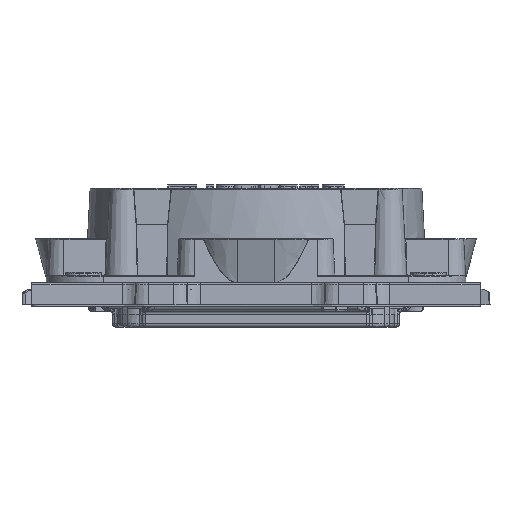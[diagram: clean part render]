
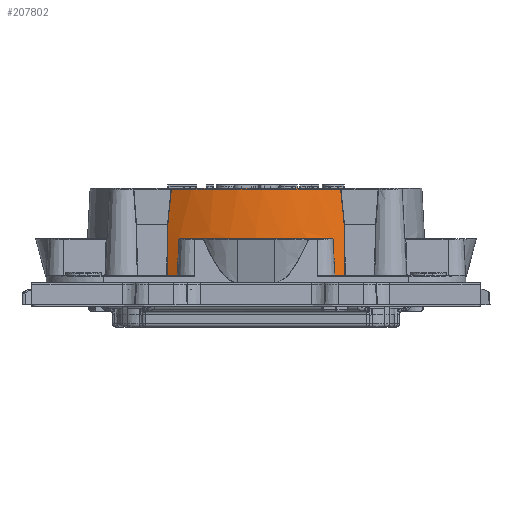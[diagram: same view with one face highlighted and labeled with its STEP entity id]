
A CAD part, left-side view. The second image highlights one B-rep face of the part: STEP entity #207802.
In plain terms, the highlighted conical face has half-angle 3 degrees and reference radius 27 mm.
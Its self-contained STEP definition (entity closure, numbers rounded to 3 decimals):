
#207746=AXIS2_PLACEMENT_3D('Cone Axis2P3D',#207743,#207744,#207745) ;
#207764=AXIS2_PLACEMENT_3D('Circle Axis2P3D',#207762,#207763,$) ;
#207779=AXIS2_PLACEMENT_3D('Circle Axis2P3D',#207777,#207778,$) ;
#199186=CARTESIAN_POINT('Vertex',(-13.445,-22.577,-18.5)) ;
#199421=CARTESIAN_POINT('Vertex',(13.445,-22.577,-18.5)) ;
#199425=CARTESIAN_POINT('Control Point',(-13.445,-22.577,-18.5)) ;
#199426=CARTESIAN_POINT('Control Point',(-11.287,-23.862,-18.5)) ;
#199427=CARTESIAN_POINT('Control Point',(-8.976,-24.889,-18.5)) ;
#199428=CARTESIAN_POINT('Control Point',(-6.552,-25.634,-18.5)) ;
#199429=CARTESIAN_POINT('Control Point',(-1.574,-26.53,-18.5)) ;
#199430=CARTESIAN_POINT('Control Point',(3.475,-26.229,-18.5)) ;
#199431=CARTESIAN_POINT('Control Point',(5.97,-25.776,-18.5)) ;
#199432=CARTESIAN_POINT('Control Point',(8.985,-24.844,-18.5)) ;
#199433=CARTESIAN_POINT('Control Point',(11.811,-23.485,-18.5)) ;
#199434=CARTESIAN_POINT('Control Point',(12.365,-23.198,-18.5)) ;
#199435=CARTESIAN_POINT('Control Point',(12.91,-22.895,-18.5)) ;
#199436=CARTESIAN_POINT('Control Point',(13.445,-22.577,-18.5)) ;
#202156=CARTESIAN_POINT('Vertex',(12.5,-23.932,-4.7)) ;
#202160=CARTESIAN_POINT('Control Point',(12.5,-23.932,-4.7)) ;
#202161=CARTESIAN_POINT('Control Point',(12.835,-23.757,-4.7)) ;
#202162=CARTESIAN_POINT('Control Point',(13.167,-23.577,-4.7)) ;
#202163=CARTESIAN_POINT('Control Point',(13.495,-23.39,-4.7)) ;
#202164=CARTESIAN_POINT('Control Point',(13.82,-23.198,-4.7)) ;
#202165=CARTESIAN_POINT('Control Point',(14.142,-23.,-4.7)) ;
#202166=CARTESIAN_POINT('Vertex',(14.142,-23.,-4.7)) ;
#207187=CARTESIAN_POINT('Control Point',(-14.022,-22.577,-12.776)) ;
#207188=CARTESIAN_POINT('Control Point',(-13.908,-22.577,-13.921)) ;
#207189=CARTESIAN_POINT('Control Point',(-13.794,-22.577,-15.066)) ;
#207190=CARTESIAN_POINT('Control Point',(-13.678,-22.577,-16.211)) ;
#207191=CARTESIAN_POINT('Control Point',(-13.562,-22.577,-17.355)) ;
#207192=CARTESIAN_POINT('Control Point',(-13.445,-22.577,-18.5)) ;
#207193=CARTESIAN_POINT('Vertex',(-14.022,-22.577,-12.776)) ;
#207722=CARTESIAN_POINT('Control Point',(13.445,-22.577,-18.5)) ;
#207723=CARTESIAN_POINT('Control Point',(13.562,-22.577,-17.355)) ;
#207724=CARTESIAN_POINT('Control Point',(13.678,-22.577,-16.211)) ;
#207725=CARTESIAN_POINT('Control Point',(13.794,-22.577,-15.066)) ;
#207726=CARTESIAN_POINT('Control Point',(13.908,-22.577,-13.921)) ;
#207727=CARTESIAN_POINT('Control Point',(14.022,-22.577,-12.776)) ;
#207728=CARTESIAN_POINT('Vertex',(14.022,-22.577,-12.776)) ;
#207743=CARTESIAN_POINT('Axis2P3D Location',(0.,0.,-4.7)) ;
#207749=CARTESIAN_POINT('Control Point',(14.142,-23.,-4.7)) ;
#207750=CARTESIAN_POINT('Control Point',(14.102,-22.859,-7.392)) ;
#207751=CARTESIAN_POINT('Control Point',(14.062,-22.718,-10.084)) ;
#207752=CARTESIAN_POINT('Control Point',(14.022,-22.577,-12.776)) ;
#207755=CARTESIAN_POINT('Control Point',(12.196,-23.747,-10.5)) ;
#207756=CARTESIAN_POINT('Control Point',(12.297,-23.809,-8.567)) ;
#207757=CARTESIAN_POINT('Control Point',(12.399,-23.871,-6.633)) ;
#207758=CARTESIAN_POINT('Control Point',(12.5,-23.932,-4.7)) ;
#207759=CARTESIAN_POINT('Vertex',(12.196,-23.747,-10.5)) ;
#207762=CARTESIAN_POINT('Axis2P3D Location',(0.,0.,-10.5)) ;
#207766=CARTESIAN_POINT('Vertex',(-12.196,-23.747,-10.5)) ;
#207770=CARTESIAN_POINT('Control Point',(-12.5,-23.932,-4.7)) ;
#207771=CARTESIAN_POINT('Control Point',(-12.399,-23.871,-6.633)) ;
#207772=CARTESIAN_POINT('Control Point',(-12.297,-23.809,-8.567)) ;
#207773=CARTESIAN_POINT('Control Point',(-12.196,-23.747,-10.5)) ;
#207774=CARTESIAN_POINT('Vertex',(-12.5,-23.932,-4.7)) ;
#207777=CARTESIAN_POINT('Axis2P3D Location',(0.,0.,-4.7)) ;
#207781=CARTESIAN_POINT('Vertex',(-14.142,-23.,-4.7)) ;
#207785=CARTESIAN_POINT('Control Point',(-14.022,-22.577,-12.776)) ;
#207786=CARTESIAN_POINT('Control Point',(-14.062,-22.718,-10.084)) ;
#207787=CARTESIAN_POINT('Control Point',(-14.102,-22.859,-7.392)) ;
#207788=CARTESIAN_POINT('Control Point',(-14.142,-23.,-4.7)) ;
#207744=DIRECTION('Axis2P3D Direction',(0.,0.,1.)) ;
#207745=DIRECTION('Axis2P3D XDirection',(-1.,0.,0.)) ;
#207763=DIRECTION('Axis2P3D Direction',(0.,0.,1.)) ;
#207778=DIRECTION('Axis2P3D Direction',(0.,0.,1.)) ;
#207791=ORIENTED_EDGE('',*,*,#207195,.T.) ;
#207792=ORIENTED_EDGE('',*,*,#199437,.T.) ;
#207793=ORIENTED_EDGE('',*,*,#207730,.T.) ;
#207794=ORIENTED_EDGE('',*,*,#207753,.F.) ;
#207795=ORIENTED_EDGE('',*,*,#202168,.F.) ;
#207796=ORIENTED_EDGE('',*,*,#207761,.F.) ;
#207797=ORIENTED_EDGE('',*,*,#207768,.T.) ;
#207798=ORIENTED_EDGE('',*,*,#207776,.F.) ;
#207799=ORIENTED_EDGE('',*,*,#207783,.F.) ;
#207800=ORIENTED_EDGE('',*,*,#207789,.F.) ;
#207802=ADVANCED_FACE('coque',(#207801),#207747,.T.) ;
#199424=B_SPLINE_CURVE_WITH_KNOTS('',5,(#199425,#199426,#199427,#199428,#199429,#199430,#199431,#199432,#199433,#199434,#199435,#199436),.UNSPECIFIED.,.F.,.U.,(6,3,3,6),(0.,17.757,35.514,39.917),.UNSPECIFIED.) ;
#202159=B_SPLINE_CURVE_WITH_KNOTS('',5,(#202160,#202161,#202162,#202163,#202164,#202165),.UNSPECIFIED.,.F.,.U.,(6,6),(0.,2.671),.UNSPECIFIED.) ;
#207186=B_SPLINE_CURVE_WITH_KNOTS('',5,(#207187,#207188,#207189,#207190,#207191,#207192),.UNSPECIFIED.,.F.,.U.,(6,6),(0.,8.137),.UNSPECIFIED.) ;
#207721=B_SPLINE_CURVE_WITH_KNOTS('',5,(#207722,#207723,#207724,#207725,#207726,#207727),.UNSPECIFIED.,.F.,.U.,(6,6),(0.,8.137),.UNSPECIFIED.) ;
#207748=B_SPLINE_CURVE_WITH_KNOTS('',3,(#207749,#207750,#207751,#207752),.UNSPECIFIED.,.F.,.U.,(4,4),(0.,11.446),.UNSPECIFIED.) ;
#207754=B_SPLINE_CURVE_WITH_KNOTS('',3,(#207755,#207756,#207757,#207758),.UNSPECIFIED.,.F.,.U.,(4,4),(0.,8.245),.UNSPECIFIED.) ;
#207769=B_SPLINE_CURVE_WITH_KNOTS('',3,(#207770,#207771,#207772,#207773),.UNSPECIFIED.,.F.,.U.,(4,4),(0.,8.245),.UNSPECIFIED.) ;
#207784=B_SPLINE_CURVE_WITH_KNOTS('',3,(#207785,#207786,#207787,#207788),.UNSPECIFIED.,.F.,.U.,(4,4),(0.,11.446),.UNSPECIFIED.) ;
#207765=CIRCLE('generated circle',#207764,26.696) ;
#207780=CIRCLE('generated circle',#207779,27.) ;
#207747=CONICAL_SURFACE('Cone',#207746,27.,0.052) ;
#199437=EDGE_CURVE('',#199187,#199422,#199424,.T.) ;
#202168=EDGE_CURVE('',#202157,#202167,#202159,.T.) ;
#207195=EDGE_CURVE('',#207194,#199187,#207186,.T.) ;
#207730=EDGE_CURVE('',#199422,#207729,#207721,.T.) ;
#207753=EDGE_CURVE('',#202167,#207729,#207748,.T.) ;
#207761=EDGE_CURVE('',#207760,#202157,#207754,.T.) ;
#207768=EDGE_CURVE('',#207760,#207767,#207765,.F.) ;
#207776=EDGE_CURVE('',#207775,#207767,#207769,.T.) ;
#207783=EDGE_CURVE('',#207782,#207775,#207780,.T.) ;
#207789=EDGE_CURVE('',#207194,#207782,#207784,.T.) ;
#207790=EDGE_LOOP('',(#207791,#207792,#207793,#207794,#207795,#207796,#207797,#207798,#207799,#207800)) ;
#207801=FACE_OUTER_BOUND('',#207790,.T.) ;
#199187=VERTEX_POINT('',#199186) ;
#199422=VERTEX_POINT('',#199421) ;
#202157=VERTEX_POINT('',#202156) ;
#202167=VERTEX_POINT('',#202166) ;
#207194=VERTEX_POINT('',#207193) ;
#207729=VERTEX_POINT('',#207728) ;
#207760=VERTEX_POINT('',#207759) ;
#207767=VERTEX_POINT('',#207766) ;
#207775=VERTEX_POINT('',#207774) ;
#207782=VERTEX_POINT('',#207781) ;
